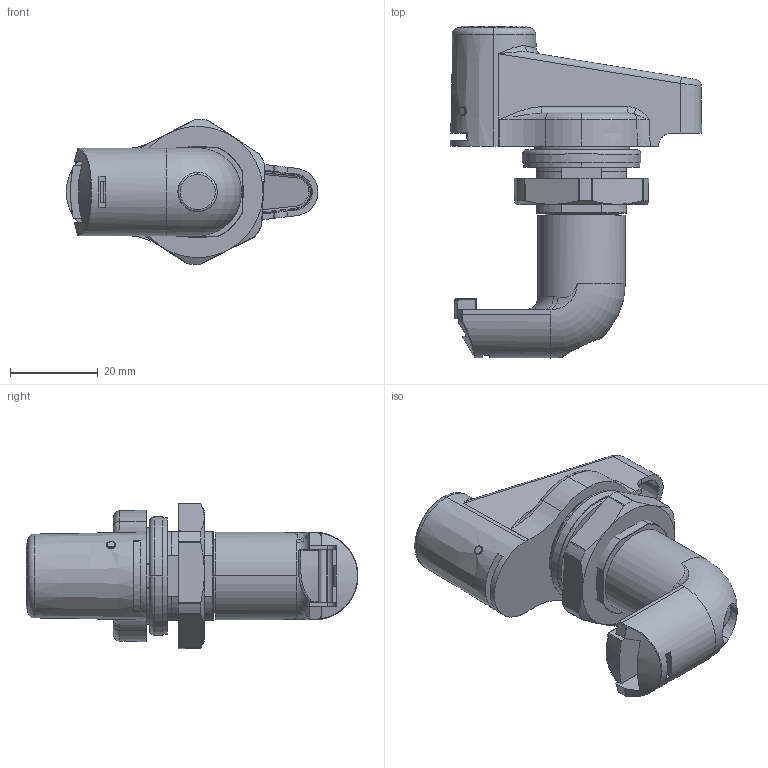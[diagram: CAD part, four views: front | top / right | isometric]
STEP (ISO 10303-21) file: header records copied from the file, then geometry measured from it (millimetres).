
FILE_DESCRIPTION (( 'STEP AP214' ), '1' );
FILE_NAME ('21620002.STEP', '2008-12-05T08:55:35', ( ' ' ), ( '' ), 'SwSTEP 2.0', 'SolidWorks 2008', '' );
FILE_SCHEMA (( 'AUTOMOTIVE_DESIGN' ));
Length unit declared in the file: millimetre
Products named in the file (17): 94408_Standard; 83054_Standard; 94078_Standard; 94400_Standard; 94402_Standard; 93034_Standard; 94407_Standard; 82204_Standard; 94413_Standard; 51033_Standard; 21620002; 95316_Standard; 84206_Standard; 82171_Standard; 83153_Standard; 94409_Standard
Assembly tree (16 placements, depth 4):
  21620002
    94400_Standard
    93034_Standard
    51033_Standard
      95316_Standard
      94409_Standard
      83153_Standard
      94413_Standard
        84206_Standard
        94413_Standard
      82171_Standard
    94078_Standard
    82204_Standard
    83054_Standard
    94407_Standard
    94408_Standard
    94402_Standard
Bounding box: 57.43 x 75.7 x 33.09 mm (x, y, z)
Volume: 36087.5 mm3; surface area: 26256.1 mm2
Topology: 14 solids, 14 shells, 1334 faces, 3685 edges, 2355 vertices
Faces by surface type: plane 673, cylinder 399, bspline 99, torus 90, cone 51, sphere 22
Entity records: 45916 total; most frequent: CARTESIAN_POINT 11436, ORIENTED_EDGE 7312, DIRECTION 6975, EDGE_CURVE 3656, AXIS2_PLACEMENT_3D 2374, VERTEX_POINT 2355, LINE 2227, VECTOR 2227
